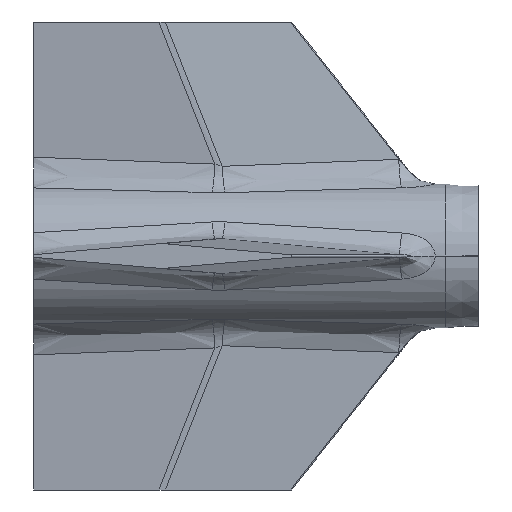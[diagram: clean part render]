
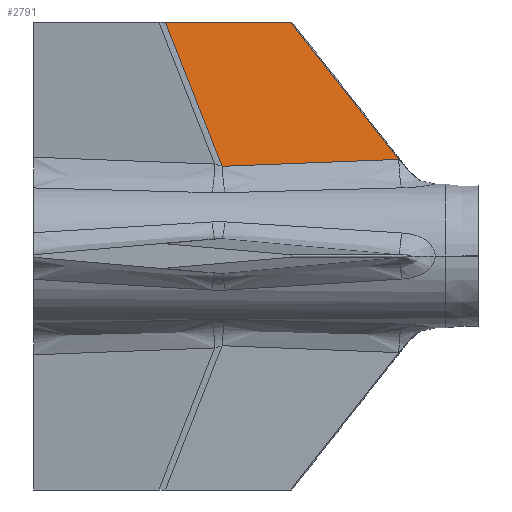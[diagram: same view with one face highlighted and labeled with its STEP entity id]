
A CAD part, left-side view. The second image highlights one B-rep face of the part: STEP entity #2791.
In plain terms, the highlighted planar face has unit normal (-0.994, -0.087, 0.069).
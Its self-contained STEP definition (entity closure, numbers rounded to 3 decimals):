
#1043=CARTESIAN_POINT('Vertex',(-0.498,-143.53,37.863)) ;
#1127=CARTESIAN_POINT('Control Point',(-0.498,-143.53,37.863)) ;
#1128=CARTESIAN_POINT('Control Point',(-1.738,-129.694,37.443)) ;
#1129=CARTESIAN_POINT('Control Point',(-2.981,-115.859,36.966)) ;
#1130=CARTESIAN_POINT('Control Point',(-4.228,-102.021,36.43)) ;
#1131=CARTESIAN_POINT('Control Point',(-5.481,-88.177,35.827)) ;
#1132=CARTESIAN_POINT('Control Point',(-6.739,-74.336,35.151)) ;
#1133=CARTESIAN_POINT('Vertex',(-6.739,-74.336,35.151)) ;
#2750=CARTESIAN_POINT('Vertex',(-0.498,-101.144,91.694)) ;
#2754=CARTESIAN_POINT('Control Point',(-0.498,-101.144,91.694)) ;
#2755=CARTESIAN_POINT('Control Point',(-0.498,-109.621,80.928)) ;
#2756=CARTESIAN_POINT('Control Point',(-0.498,-118.098,70.161)) ;
#2757=CARTESIAN_POINT('Control Point',(-0.498,-126.576,59.395)) ;
#2758=CARTESIAN_POINT('Control Point',(-0.498,-135.053,48.629)) ;
#2759=CARTESIAN_POINT('Control Point',(-0.498,-143.53,37.863)) ;
#2768=CARTESIAN_POINT('Axis2P3D Location',(-3.256,-95.022,59.436)) ;
#2773=CARTESIAN_POINT('Line Origine',(-2.645,-76.609,91.694)) ;
#2777=CARTESIAN_POINT('Vertex',(-4.791,-52.075,91.694)) ;
#2780=CARTESIAN_POINT('Line Origine',(-5.765,-63.206,63.423)) ;
#2775=VECTOR('Line Direction',#2774,1.) ;
#2782=VECTOR('Line Direction',#2781,1.) ;
#2769=DIRECTION('Axis2P3D Direction',(-0.994,-0.087,0.068)) ;
#2770=DIRECTION('Axis2P3D XDirection',(-0.032,-0.366,-0.93)) ;
#2774=DIRECTION('Vector Direction',(-0.087,0.996,0.)) ;
#2781=DIRECTION('Vector Direction',(-0.032,-0.366,-0.93)) ;
#2771=AXIS2_PLACEMENT_3D('Plane Axis2P3D',#2768,#2769,#2770) ;
#2776=LINE('Line',#2773,#2775) ;
#2783=LINE('Line',#2780,#2782) ;
#2772=PLANE('',#2771) ;
#1135=EDGE_CURVE('',#1134,#1044,#1126,.F.) ;
#2760=EDGE_CURVE('',#2751,#1044,#2753,.T.) ;
#2779=EDGE_CURVE('',#2778,#2751,#2776,.F.) ;
#2784=EDGE_CURVE('',#2778,#1134,#2783,.T.) ;
#2786=ORIENTED_EDGE('',*,*,#2760,.F.) ;
#2787=ORIENTED_EDGE('',*,*,#2779,.F.) ;
#2788=ORIENTED_EDGE('',*,*,#2784,.T.) ;
#2789=ORIENTED_EDGE('',*,*,#1135,.T.) ;
#2785=EDGE_LOOP('',(#2786,#2787,#2788,#2789)) ;
#1044=VERTEX_POINT('',#1043) ;
#1134=VERTEX_POINT('',#1133) ;
#2751=VERTEX_POINT('',#2750) ;
#2778=VERTEX_POINT('',#2777) ;
#2791=ADVANCED_FACE('38mm sustainer can',(#2790),#2772,.T.) ;
#1126=B_SPLINE_CURVE_WITH_KNOTS('',5,(#1127,#1128,#1129,#1130,#1131,#1132),.UNSPECIFIED.,.F.,.U.,(6,6),(95.74,193.994),.UNSPECIFIED.) ;
#2753=B_SPLINE_CURVE_WITH_KNOTS('',5,(#2754,#2755,#2756,#2757,#2758,#2759),.UNSPECIFIED.,.F.,.U.,(6,6),(0.,60.885),.UNSPECIFIED.) ;
#2790=FACE_OUTER_BOUND('',#2785,.T.) ;
